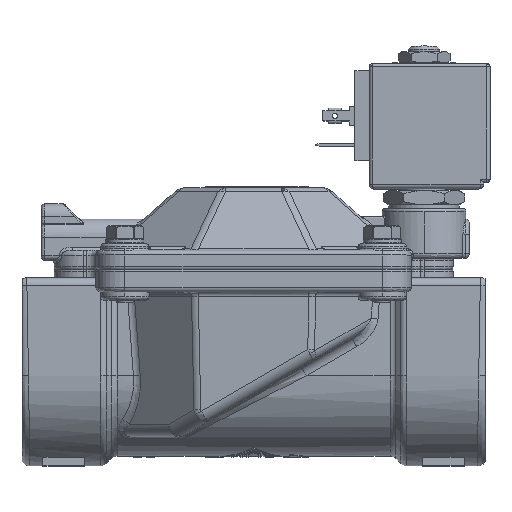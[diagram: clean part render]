
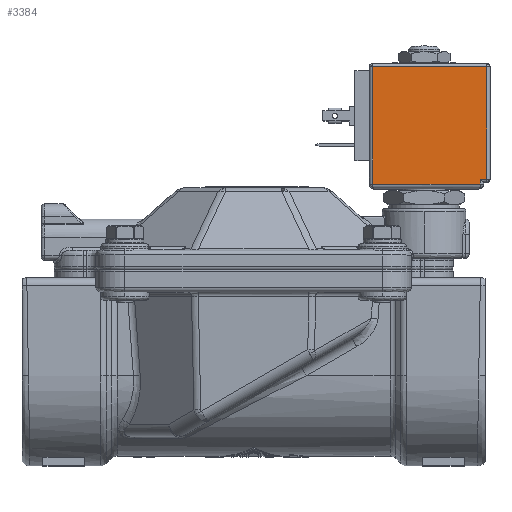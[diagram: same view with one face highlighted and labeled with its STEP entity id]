
A CAD part, top view. The second image highlights one B-rep face of the part: STEP entity #3384.
In plain terms, the highlighted planar face has unit normal (0, 0, 1).
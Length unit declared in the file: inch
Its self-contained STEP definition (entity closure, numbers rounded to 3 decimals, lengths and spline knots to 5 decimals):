
#359 = PLANE ( 'NONE',  #35098 ) ;
#434 = VERTEX_POINT ( 'NONE', #21333 ) ;
#435 = VECTOR ( 'NONE', #28275, 39.37008 ) ;
#2776 = EDGE_CURVE ( 'NONE', #11403, #434, #48611, .T. ) ;
#3384 = ADVANCED_FACE ( 'NONE', ( #6020 ), #359, .T. ) ;
#3690 = EDGE_CURVE ( 'NONE', #45451, #5244, #10203, .T. ) ;
#5244 = VERTEX_POINT ( 'NONE', #42704 ) ;
#6020 = FACE_OUTER_BOUND ( 'NONE', #31113, .T. ) ;
#7872 = EDGE_CURVE ( 'NONE', #434, #31343, #23133, .T. ) ;
#8745 = CARTESIAN_POINT ( 'NONE',  ( 2.77559, 1.06693, 0.59055 ) ) ;
#9633 = VECTOR ( 'NONE', #53984, 39.37008 ) ;
#10203 = LINE ( 'NONE', #23874, #16936 ) ;
#11403 = VERTEX_POINT ( 'NONE', #20335 ) ;
#11739 = VECTOR ( 'NONE', #54185, 39.37008 ) ;
#16936 = VECTOR ( 'NONE', #54935, 39.37008 ) ;
#18011 = ORIENTED_EDGE ( 'NONE', *, *, #3690, .T. ) ;
#18892 = CARTESIAN_POINT ( 'NONE',  ( 2.08661, 1.00787, 0.59055 ) ) ;
#19527 = ORIENTED_EDGE ( 'NONE', *, *, #7872, .T. ) ;
#19851 = CARTESIAN_POINT ( 'NONE',  ( 2.85433, 1.06693, 0.59055 ) ) ;
#20335 = CARTESIAN_POINT ( 'NONE',  ( 1.45669, 2.44488, 0.59055 ) ) ;
#21333 = CARTESIAN_POINT ( 'NONE',  ( 1.45669, 1.00787, 0.59055 ) ) ;
#21444 = DIRECTION ( 'NONE',  ( 1., 0., 0. ) ) ;
#22249 = CARTESIAN_POINT ( 'NONE',  ( 2.08661, 2.48425, 0.59055 ) ) ;
#23133 = LINE ( 'NONE', #18892, #11739 ) ;
#23228 = DIRECTION ( 'NONE',  ( 0., -1., 0. ) ) ;
#23874 = CARTESIAN_POINT ( 'NONE',  ( 2.85433, 2.48425, 0.59055 ) ) ;
#26534 = LINE ( 'NONE', #35664, #46355 ) ;
#27781 = CARTESIAN_POINT ( 'NONE',  ( 2.08661, 2.44488, 0.59055 ) ) ;
#28275 = DIRECTION ( 'NONE',  ( 0., -1., 0. ) ) ;
#29523 = EDGE_CURVE ( 'NONE', #44410, #45451, #26534, .T. ) ;
#31113 = EDGE_LOOP ( 'NONE', ( #51034, #19527, #45004, #38098, #18011, #36148 ) ) ;
#31343 = VERTEX_POINT ( 'NONE', #47949 ) ;
#35098 = AXIS2_PLACEMENT_3D ( 'NONE', #22249, #52743, #40227 ) ;
#35664 = CARTESIAN_POINT ( 'NONE',  ( 2.08661, 1.06693, 0.59055 ) ) ;
#36148 = ORIENTED_EDGE ( 'NONE', *, *, #44494, .T. ) ;
#36908 = VECTOR ( 'NONE', #23228, 39.37008 ) ;
#38098 = ORIENTED_EDGE ( 'NONE', *, *, #29523, .T. ) ;
#39388 = EDGE_CURVE ( 'NONE', #44410, #31343, #45098, .T. ) ;
#40227 = DIRECTION ( 'NONE',  ( 1., 0., 0. ) ) ;
#41129 = CARTESIAN_POINT ( 'NONE',  ( 2.77559, 2.48425, 0.59055 ) ) ;
#42704 = CARTESIAN_POINT ( 'NONE',  ( 2.85433, 2.44488, 0.59055 ) ) ;
#44410 = VERTEX_POINT ( 'NONE', #8745 ) ;
#44494 = EDGE_CURVE ( 'NONE', #5244, #11403, #54278, .T. ) ;
#45004 = ORIENTED_EDGE ( 'NONE', *, *, #39388, .F. ) ;
#45098 = LINE ( 'NONE', #41129, #435 ) ;
#45451 = VERTEX_POINT ( 'NONE', #19851 ) ;
#46355 = VECTOR ( 'NONE', #21444, 39.37008 ) ;
#47949 = CARTESIAN_POINT ( 'NONE',  ( 2.77559, 1.00787, 0.59055 ) ) ;
#48611 = LINE ( 'NONE', #48897, #36908 ) ;
#48897 = CARTESIAN_POINT ( 'NONE',  ( 1.45669, 2.48425, 0.59055 ) ) ;
#51034 = ORIENTED_EDGE ( 'NONE', *, *, #2776, .T. ) ;
#52743 = DIRECTION ( 'NONE',  ( 0., 0., 1. ) ) ;
#53984 = DIRECTION ( 'NONE',  ( -1., 0., 0. ) ) ;
#54185 = DIRECTION ( 'NONE',  ( 1., 0., 0. ) ) ;
#54278 = LINE ( 'NONE', #27781, #9633 ) ;
#54935 = DIRECTION ( 'NONE',  ( 0., 1., 0. ) ) ;
